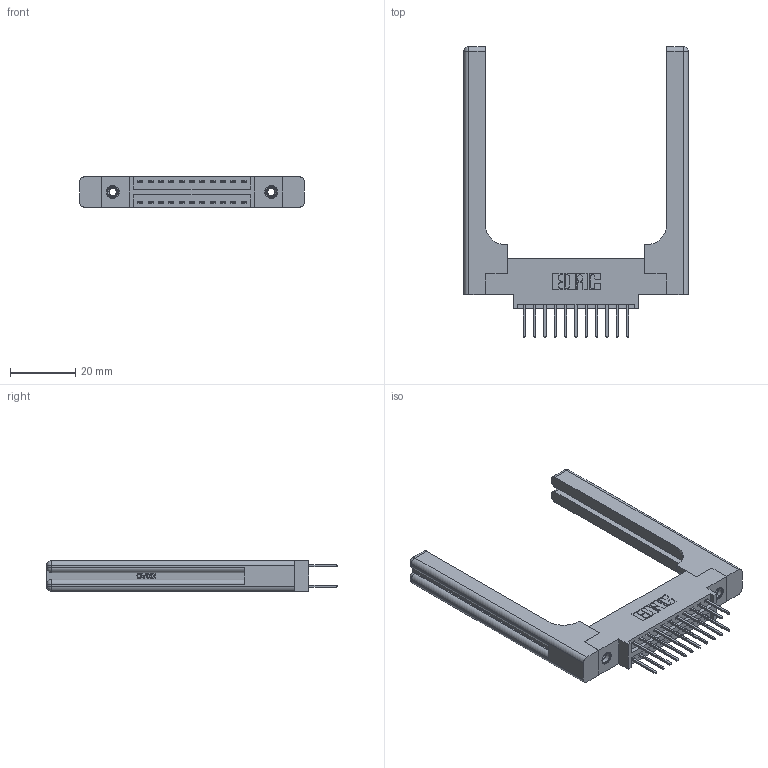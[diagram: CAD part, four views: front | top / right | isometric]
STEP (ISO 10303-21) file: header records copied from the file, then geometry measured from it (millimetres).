
FILE_DESCRIPTION (( 'STEP AP203' ), '1' );
FILE_NAME ('346-022-526-858.STEP', '2022-05-18T21:14:17', ( '' ), ( '' ), 'SwSTEP 2.0', 'SolidWorks 2020', '' );
FILE_SCHEMA (( 'CONFIG_CONTROL_DESIGN' ));
Length unit declared in the file: inch
Products named in the file (5): 346 Part_0.170 Offset - 0.156 Dia-TH; 346-220-058_345-220-058; 346-022-526-858; 345-250-001_345-250-001-102; 345-292-001_345-293-126
Assembly tree (27 placements, depth 2):
  346-022-526-858
    346 Part_0.170 Offset - 0.156 Dia-TH
    345-292-001_345-293-126  x22
    345-250-001_345-250-001-102  x2
    346-220-058_345-220-058  x2
Bounding box: 68.99 x 89.41 x 9.4 mm (x, y, z)
Volume: 13843.9 mm3; surface area: 13589.2 mm2
Topology: 27 solids, 27 shells, 1540 faces, 4453 edges, 2918 vertices
Faces by surface type: plane 1012, cylinder 468, bspline 36, cone 12, sphere 8, torus 4
Entity records: 17100 total; most frequent: CARTESIAN_POINT 3875, ORIENTED_EDGE 2604, DIRECTION 2398, EDGE_CURVE 1302, VECTOR 1034, LINE 1034, VERTEX_POINT 858, AXIS2_PLACEMENT_3D 682
